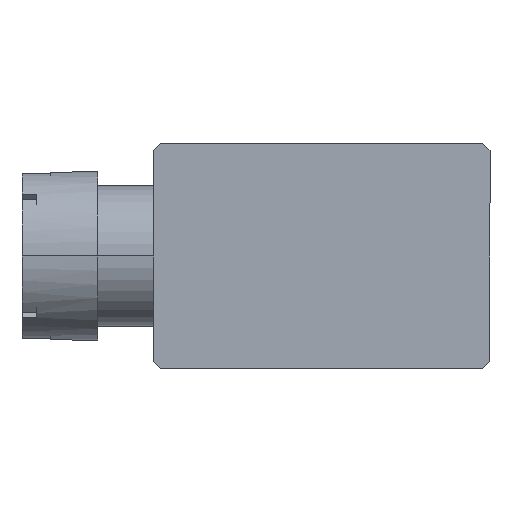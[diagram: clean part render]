
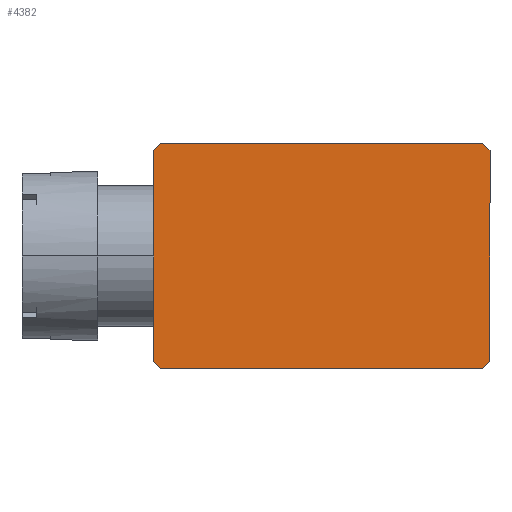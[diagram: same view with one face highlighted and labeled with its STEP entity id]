
A CAD part, left-side view. The second image highlights one B-rep face of the part: STEP entity #4382.
In plain terms, the highlighted face is planar.
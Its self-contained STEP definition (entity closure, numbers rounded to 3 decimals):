
#3 = VERTEX_POINT ( 'NONE', #2737 ) ;
#93 = DIRECTION ( 'NONE',  ( 1., 0., 0. ) ) ;
#327 = VECTOR ( 'NONE', #3624, 1000. ) ;
#354 = CARTESIAN_POINT ( 'NONE',  ( -4., -6., 43.5 ) ) ;
#384 = CARTESIAN_POINT ( 'NONE',  ( 4., 5.75, 43.5 ) ) ;
#411 = VECTOR ( 'NONE', #3047, 1000. ) ;
#436 = LINE ( 'NONE', #4085, #677 ) ;
#515 = EDGE_CURVE ( 'NONE', #4736, #1634, #570, .T. ) ;
#559 = VECTOR ( 'NONE', #3540, 1000. ) ;
#570 = LINE ( 'NONE', #1391, #559 ) ;
#612 = VECTOR ( 'NONE', #93, 1000. ) ;
#671 = LINE ( 'NONE', #3175, #2658 ) ;
#677 = VECTOR ( 'NONE', #1907, 1000. ) ;
#769 = CARTESIAN_POINT ( 'NONE',  ( 3.75, 6., 43.5 ) ) ;
#831 = CARTESIAN_POINT ( 'NONE',  ( -4., 5.75, 43.5 ) ) ;
#844 = LINE ( 'NONE', #4375, #411 ) ;
#946 = ORIENTED_EDGE ( 'NONE', *, *, #5716, .T. ) ;
#1030 = DIRECTION ( 'NONE',  ( 0.707, 0.707, 0. ) ) ;
#1162 = LINE ( 'NONE', #5452, #4669 ) ;
#1390 = ORIENTED_EDGE ( 'NONE', *, *, #5741, .T. ) ;
#1391 = CARTESIAN_POINT ( 'NONE',  ( 5.875, 3.875, 43.5 ) ) ;
#1495 = VERTEX_POINT ( 'NONE', #1635 ) ;
#1634 = VERTEX_POINT ( 'NONE', #769 ) ;
#1635 = CARTESIAN_POINT ( 'NONE',  ( -4., -5.75, 43.5 ) ) ;
#1646 = VERTEX_POINT ( 'NONE', #2536 ) ;
#1669 = VERTEX_POINT ( 'NONE', #831 ) ;
#1677 = DIRECTION ( 'NONE',  ( -1., 0., 0. ) ) ;
#1695 = PLANE ( 'NONE',  #2973 ) ;
#1907 = DIRECTION ( 'NONE',  ( -0.707, -0.707, 0. ) ) ;
#1938 = VERTEX_POINT ( 'NONE', #2031 ) ;
#1973 = LINE ( 'NONE', #5004, #612 ) ;
#2031 = CARTESIAN_POINT ( 'NONE',  ( 4., -5.75, 43.5 ) ) ;
#2143 = DIRECTION ( 'NONE',  ( 1., 0., 0. ) ) ;
#2480 = ORIENTED_EDGE ( 'NONE', *, *, #5654, .T. ) ;
#2536 = CARTESIAN_POINT ( 'NONE',  ( 3.75, -6., 43.5 ) ) ;
#2604 = ORIENTED_EDGE ( 'NONE', *, *, #5574, .T. ) ;
#2658 = VECTOR ( 'NONE', #1030, 1000. ) ;
#2692 = ORIENTED_EDGE ( 'NONE', *, *, #5383, .T. ) ;
#2737 = CARTESIAN_POINT ( 'NONE',  ( -3.75, -6., 43.5 ) ) ;
#2799 = LINE ( 'NONE', #4568, #327 ) ;
#2973 = AXIS2_PLACEMENT_3D ( 'NONE', #354, #4829, #2143 ) ;
#3047 = DIRECTION ( 'NONE',  ( 0., -1., 0. ) ) ;
#3170 = EDGE_LOOP ( 'NONE', ( #2604, #1390, #946, #5498, #2480, #3517, #2692, #5786 ) ) ;
#3175 = CARTESIAN_POINT ( 'NONE',  ( -0.125, -9.875, 43.5 ) ) ;
#3206 = VECTOR ( 'NONE', #1677, 1000. ) ;
#3209 = VERTEX_POINT ( 'NONE', #4751 ) ;
#3390 = CARTESIAN_POINT ( 'NONE',  ( -4., 6., 43.5 ) ) ;
#3517 = ORIENTED_EDGE ( 'NONE', *, *, #515, .T. ) ;
#3540 = DIRECTION ( 'NONE',  ( -0.707, 0.707, 0. ) ) ;
#3566 = DIRECTION ( 'NONE',  ( 0., 1., 0. ) ) ;
#3624 = DIRECTION ( 'NONE',  ( 0.707, -0.707, 0. ) ) ;
#3908 = LINE ( 'NONE', #3390, #3206 ) ;
#4085 = CARTESIAN_POINT ( 'NONE',  ( -9.875, -0.125, 43.5 ) ) ;
#4375 = CARTESIAN_POINT ( 'NONE',  ( -4., 6., 43.5 ) ) ;
#4382 = ADVANCED_FACE ( 'NONE', ( #5442 ), #1695, .T. ) ;
#4568 = CARTESIAN_POINT ( 'NONE',  ( -3.875, -5.875, 43.5 ) ) ;
#4669 = VECTOR ( 'NONE', #3566, 1000. ) ;
#4736 = VERTEX_POINT ( 'NONE', #384 ) ;
#4751 = CARTESIAN_POINT ( 'NONE',  ( -3.75, 6., 43.5 ) ) ;
#4829 = DIRECTION ( 'NONE',  ( 0., 0., 1. ) ) ;
#5004 = CARTESIAN_POINT ( 'NONE',  ( -4., -6., 43.5 ) ) ;
#5383 = EDGE_CURVE ( 'NONE', #1634, #3209, #3908, .T. ) ;
#5442 = FACE_OUTER_BOUND ( 'NONE', #3170, .T. ) ;
#5452 = CARTESIAN_POINT ( 'NONE',  ( 4., 6., 43.5 ) ) ;
#5498 = ORIENTED_EDGE ( 'NONE', *, *, #5750, .T. ) ;
#5574 = EDGE_CURVE ( 'NONE', #1669, #1495, #844, .T. ) ;
#5654 = EDGE_CURVE ( 'NONE', #1938, #4736, #1162, .T. ) ;
#5716 = EDGE_CURVE ( 'NONE', #3, #1646, #1973, .T. ) ;
#5741 = EDGE_CURVE ( 'NONE', #1495, #3, #2799, .T. ) ;
#5750 = EDGE_CURVE ( 'NONE', #1646, #1938, #671, .T. ) ;
#5756 = EDGE_CURVE ( 'NONE', #3209, #1669, #436, .T. ) ;
#5786 = ORIENTED_EDGE ( 'NONE', *, *, #5756, .T. ) ;
